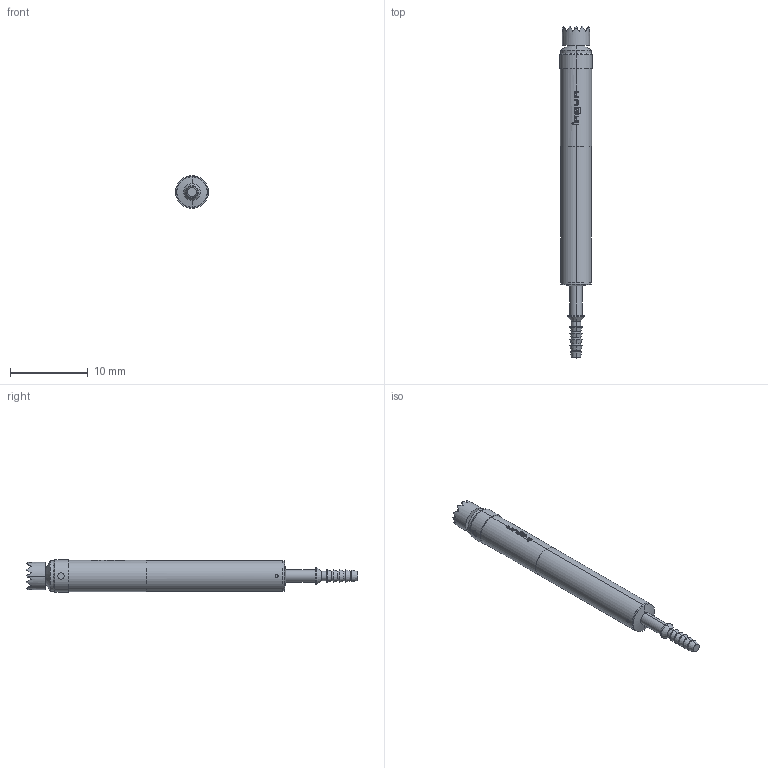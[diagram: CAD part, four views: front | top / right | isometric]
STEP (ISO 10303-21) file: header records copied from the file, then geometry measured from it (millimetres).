
FILE_DESCRIPTION (( 'STEP AP203' ), '1' );
FILE_NAME ('INGUN_PKS-420_206_350_A_xx02_1H.STEP', '2022-02-28T11:07:51', ( 'ochi' ), ( '' ), 'SwSTEP 2.0', 'SolidWorks 2018', '' );
FILE_SCHEMA (( 'CONFIG_CONTROL_DESIGN' ));
Length unit declared in the file: millimetre
Products named in the file (1): INGUN_PKS-420_206_350_A_xx02_1H
Bounding box: 4.2 x 42.7 x 4.2 mm (x, y, z)
Volume: 418.1 mm3; surface area: 502.6 mm2
Topology: 1 solids, 1 shells, 243 faces, 552 edges, 327 vertices
Faces by surface type: plane 140, cylinder 63, bspline 22, cone 18
Entity records: 7077 total; most frequent: CARTESIAN_POINT 1853, ORIENTED_EDGE 1104, DIRECTION 1016, EDGE_CURVE 552, AXIS2_PLACEMENT_3D 382, VERTEX_POINT 327, EDGE_LOOP 259, VECTOR 252
